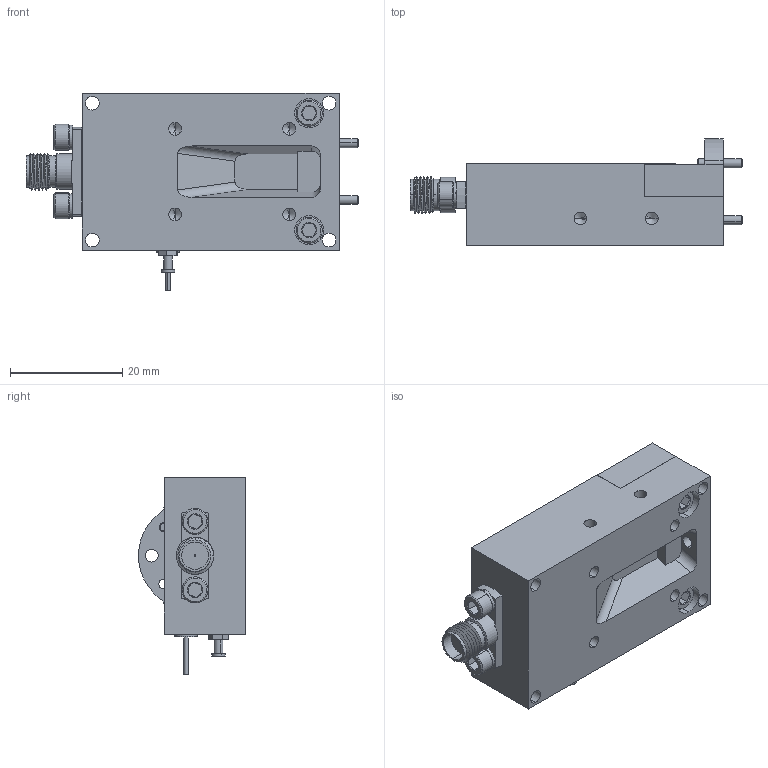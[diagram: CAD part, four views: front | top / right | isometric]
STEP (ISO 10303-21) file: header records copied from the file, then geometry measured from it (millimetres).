
FILE_DESCRIPTION (( 'STEP AP203' ), '1' );
FILE_NAME ('SFA-503753416-15SF-E1.STEP', '2020-01-30T18:42:22', ( '' ), ( '' ), 'SwSTEP 2.0', 'SolidWorks 2020', '' );
FILE_SCHEMA (( 'CONFIG_CONTROL_DESIGN' ));
Length unit declared in the file: inch
Products named in the file (1): SFA-503753416-15SF-E1
Bounding box: 59.12 x 19.01 x 35.18 mm (x, y, z)
Volume: 17270.3 mm3; surface area: 10748.3 mm2
Topology: 18 solids, 18 shells, 582 faces, 1437 edges, 890 vertices
Faces by surface type: cylinder 227, plane 214, cone 135, bspline 4, torus 2
Entity records: 18477 total; most frequent: CARTESIAN_POINT 4845, DIRECTION 2869, ORIENTED_EDGE 2790, EDGE_CURVE 1395, AXIS2_PLACEMENT_3D 1102, VERTEX_POINT 890, VECTOR 665, LINE 665
